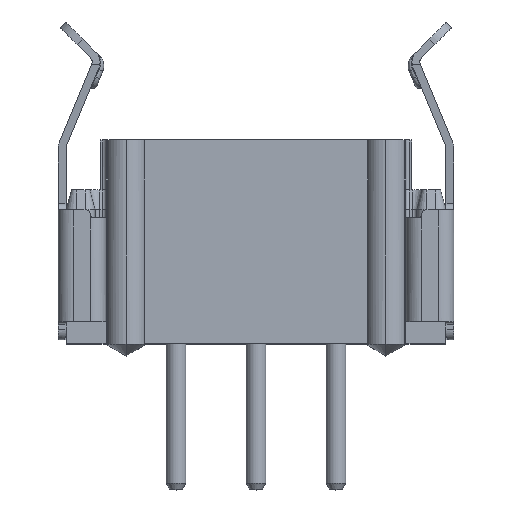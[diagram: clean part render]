
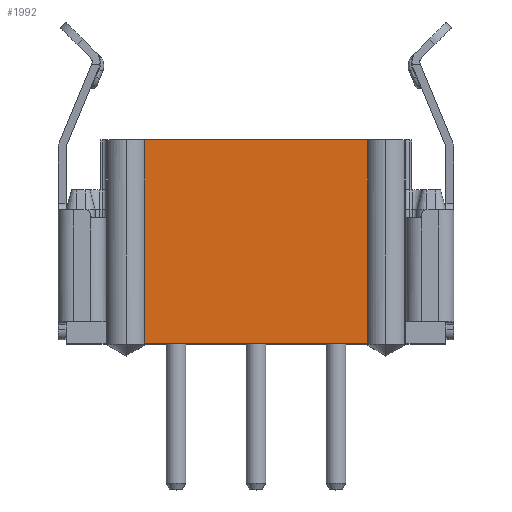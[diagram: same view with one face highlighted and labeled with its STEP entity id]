
A CAD part, top view. The second image highlights one B-rep face of the part: STEP entity #1992.
In plain terms, the highlighted planar face has unit normal (0, 0, 1).
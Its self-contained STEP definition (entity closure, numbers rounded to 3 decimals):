
#1992=ADVANCED_FACE('',(#5741),#5742,.T.);
#2312=EDGE_CURVE('',#6214,#6217,#6218,.T.);
#2504=EDGE_CURVE('',#6417,#6477,#6480,.T.);
#2516=EDGE_CURVE('',#6417,#6214,#6494,.T.);
#2518=EDGE_CURVE('',#6217,#6477,#6496,.T.);
#5741=FACE_OUTER_BOUND('',#10801,.T.);
#5742=PLANE('',#10802);
#6214=VERTEX_POINT('',#11334);
#6217=VERTEX_POINT('',#11338);
#6218=LINE('',#11339,#11340);
#6417=VERTEX_POINT('',#11652);
#6477=VERTEX_POINT('',#11745);
#6480=LINE('',#11749,#11750);
#6494=LINE('',#11775,#11776);
#6496=LINE('',#11779,#11780);
#10801=EDGE_LOOP('',(#20158,#20159,#20160,#20161));
#10802=AXIS2_PLACEMENT_3D('',#20162,#20163,#20164);
#11334=CARTESIAN_POINT('',(2.792,0.0,2.775));
#11338=CARTESIAN_POINT('',(-2.792,0.0,2.775));
#11339=CARTESIAN_POINT('',(2.792,0.0,2.775));
#11340=VECTOR('',#21308,5.583);
#11652=CARTESIAN_POINT('',(2.792,5.1,2.775));
#11745=CARTESIAN_POINT('',(-2.792,5.1,2.775));
#11749=CARTESIAN_POINT('',(2.792,5.1,2.775));
#11750=VECTOR('',#21492,5.583);
#11775=CARTESIAN_POINT('',(2.792,5.1,2.775));
#11776=VECTOR('',#21498,5.1);
#11779=CARTESIAN_POINT('',(-2.792,0.0,2.775));
#11780=VECTOR('',#21499,5.1);
#20158=ORIENTED_EDGE('',*,*,#2312,.F.);
#20159=ORIENTED_EDGE('',*,*,#2516,.F.);
#20160=ORIENTED_EDGE('',*,*,#2504,.T.);
#20161=ORIENTED_EDGE('',*,*,#2518,.F.);
#20162=CARTESIAN_POINT('',(3.75,0.0,2.775));
#20163=DIRECTION('',(0.0,0.0,1.0));
#20164=DIRECTION('',(1.0,-0.0,0.0));
#21308=DIRECTION('',(-1.0,0.0,0.0));
#21492=DIRECTION('',(-1.0,0.0,0.0));
#21498=DIRECTION('',(0.0,-1.0,0.0));
#21499=DIRECTION('',(0.0,1.0,0.0));
